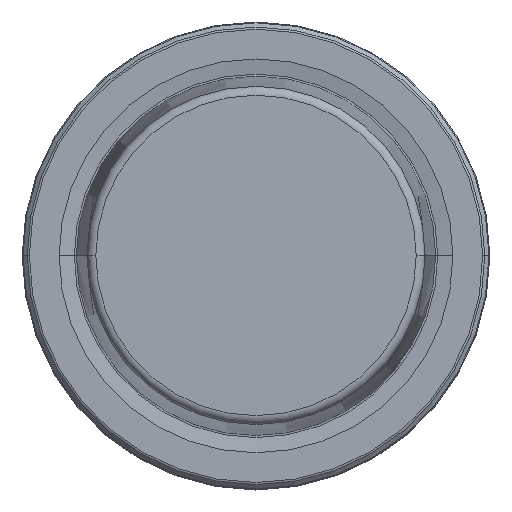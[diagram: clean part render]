
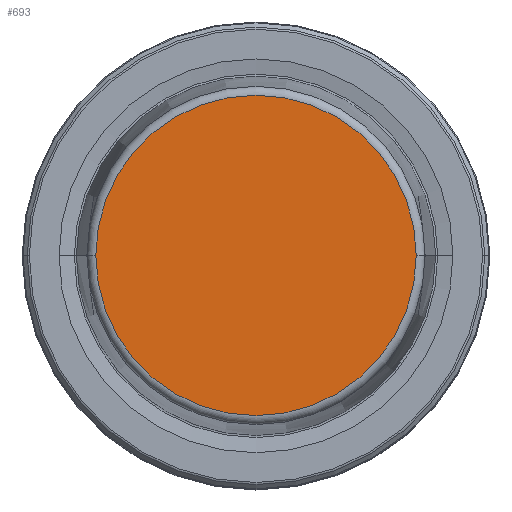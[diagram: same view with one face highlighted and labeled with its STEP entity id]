
A CAD part, top view. The second image highlights one B-rep face of the part: STEP entity #693.
In plain terms, the highlighted planar face has unit normal (0, 0, 1).
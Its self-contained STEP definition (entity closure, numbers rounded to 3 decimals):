
#80 = VERTEX_POINT ( 'NONE', #687 ) ;
#98 = DIRECTION ( 'NONE',  ( -1., 0., 0. ) ) ;
#110 = FACE_OUTER_BOUND ( 'NONE', #988, .T. ) ;
#192 = PLANE ( 'NONE',  #604 ) ;
#212 = VERTEX_POINT ( 'NONE', #706 ) ;
#383 = CARTESIAN_POINT ( 'NONE',  ( 0., 0., 31.9 ) ) ;
#416 = CIRCLE ( 'NONE', #941, 21.581 ) ;
#457 = CARTESIAN_POINT ( 'NONE',  ( 0., 0., 31.9 ) ) ;
#470 = CIRCLE ( 'NONE', #1016, 21.581 ) ;
#495 = ORIENTED_EDGE ( 'NONE', *, *, #609, .T. ) ;
#559 = DIRECTION ( 'NONE',  ( 1., 0., 0. ) ) ;
#571 = DIRECTION ( 'NONE',  ( 0., 0., 1. ) ) ;
#604 = AXIS2_PLACEMENT_3D ( 'NONE', #383, #684, #98 ) ;
#609 = EDGE_CURVE ( 'NONE', #80, #212, #470, .T. ) ;
#684 = DIRECTION ( 'NONE',  ( 0., 0., -1. ) ) ;
#687 = CARTESIAN_POINT ( 'NONE',  ( 21.581, 0., 31.9 ) ) ;
#693 = ADVANCED_FACE ( 'NONE', ( #110 ), #192, .F. ) ;
#706 = CARTESIAN_POINT ( 'NONE',  ( -21.581, 0., 31.9 ) ) ;
#925 = ORIENTED_EDGE ( 'NONE', *, *, #1197, .T. ) ;
#941 = AXIS2_PLACEMENT_3D ( 'NONE', #1152, #571, #1252 ) ;
#988 = EDGE_LOOP ( 'NONE', ( #495, #925 ) ) ;
#1016 = AXIS2_PLACEMENT_3D ( 'NONE', #457, #1145, #559 ) ;
#1145 = DIRECTION ( 'NONE',  ( 0., 0., 1. ) ) ;
#1152 = CARTESIAN_POINT ( 'NONE',  ( 0., 0., 31.9 ) ) ;
#1197 = EDGE_CURVE ( 'NONE', #212, #80, #416, .T. ) ;
#1252 = DIRECTION ( 'NONE',  ( 1., 0., 0. ) ) ;
